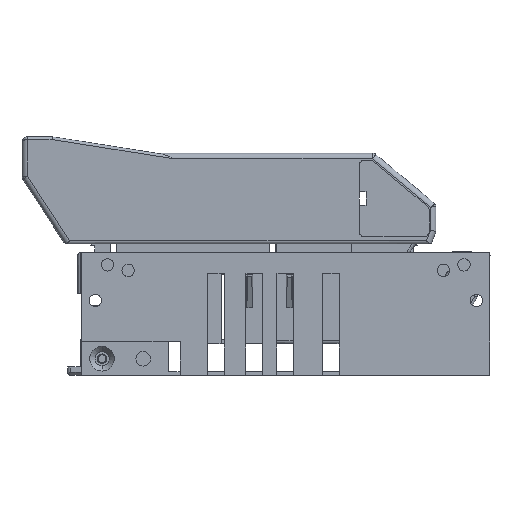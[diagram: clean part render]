
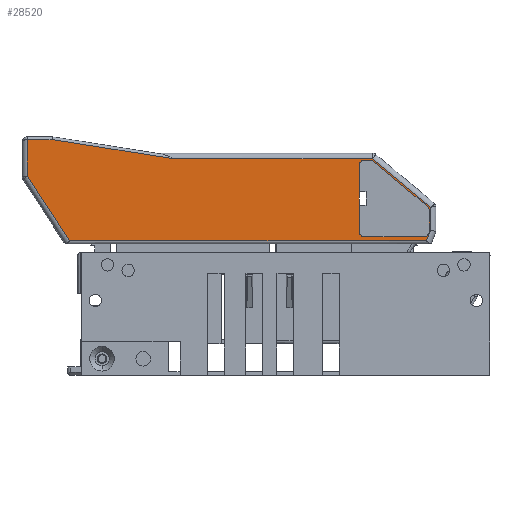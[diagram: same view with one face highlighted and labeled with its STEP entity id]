
A CAD part, front view. The second image highlights one B-rep face of the part: STEP entity #28520.
In plain terms, the highlighted face is planar.
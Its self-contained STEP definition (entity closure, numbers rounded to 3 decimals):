
#20116=DIRECTION('',(-1.,0.,0.));
#20117=VECTOR('',#20116,72.541);
#20118=CARTESIAN_POINT('',(114.769,24.,82.712));
#20119=LINE('',#20118,#20117);
#20128=CARTESIAN_POINT('',(114.769,24.,82.712));
#21554=DIRECTION('',(0.,0.,1.));
#21555=VECTOR('',#21554,13.408);
#21556=CARTESIAN_POINT('',(168.004,24.,76.304));
#21557=LINE('',#21556,#21555);
#21580=DIRECTION('',(-1.,0.,0.));
#21581=VECTOR('',#21580,8.96);
#21582=CARTESIAN_POINT('',(168.004,24.,89.712));
#21583=LINE('',#21582,#21581);
#21595=DIRECTION('',(-0.545,0.,-0.839));
#21596=VECTOR('',#21595,28.131);
#21597=CARTESIAN_POINT('',(168.004,24.,76.304));
#21598=LINE('',#21597,#21596);
#21602=CARTESIAN_POINT('',(159.044,24.,88.712));
#21603=DIRECTION('',(0.,1.,0.));
#21604=DIRECTION('',(-0.156,0.,0.988));
#21605=AXIS2_PLACEMENT_3D('',#21602,#21603,#21604);
#21610=DIRECTION('',(0.988,0.,0.156));
#21611=VECTOR('',#21610,44.668);
#21612=CARTESIAN_POINT('',(114.769,24.,82.712));
#21613=LINE('',#21612,#21611);
#21617=DIRECTION('',(0.768,0.,0.64));
#21618=VECTOR('',#21617,27.631);
#21619=CARTESIAN_POINT('',(21.004,24.,65.02));
#21620=LINE('',#21619,#21618);
#21624=DIRECTION('',(-0.359,0.,0.933));
#21625=VECTOR('',#21624,4.148);
#21626=CARTESIAN_POINT('',(22.494,24.,52.712));
#21627=LINE('',#21626,#21625);
#21631=CARTESIAN_POINT('',(23.504,24.,56.212));
#21632=DIRECTION('',(0.,-1.,0.));
#21633=DIRECTION('',(-1.,0.,0.));
#21634=AXIS2_PLACEMENT_3D('',#21631,#21632,#21633);
#21639=CARTESIAN_POINT('',(23.504,24.,63.85));
#21640=DIRECTION('',(0.,-1.,0.));
#21641=DIRECTION('',(-0.64,0.,0.768));
#21642=AXIS2_PLACEMENT_3D('',#21639,#21640,#21641);
#21647=DIRECTION('',(-0.768,0.,-0.64));
#21648=VECTOR('',#21647,25.555);
#21649=CARTESIAN_POINT('',(41.853,24.,81.748));
#21650=LINE('',#21649,#21648);
#21654=CARTESIAN_POINT('',(43.133,24.,80.212));
#21655=DIRECTION('',(0.,-1.,0.));
#21656=DIRECTION('',(0.,0.,1.));
#21657=AXIS2_PLACEMENT_3D('',#21654,#21655,#21656);
#21662=CARTESIAN_POINT('',(45.004,24.,80.212));
#21663=DIRECTION('',(0.,-1.,0.));
#21664=DIRECTION('',(1.,0.,0.));
#21665=AXIS2_PLACEMENT_3D('',#21662,#21663,#21664);
#21670=CARTESIAN_POINT('',(45.004,24.,56.212));
#21671=DIRECTION('',(0.,-1.,0.));
#21672=DIRECTION('',(0.,0.,-1.));
#21673=AXIS2_PLACEMENT_3D('',#21670,#21671,#21672);
#22065=DIRECTION('',(1.,0.,0.));
#22066=VECTOR('',#22065,130.189);
#22067=CARTESIAN_POINT('',(22.494,24.,52.712));
#22068=LINE('',#22067,#22066);
#22090=DIRECTION('',(0.,0.,-1.));
#22091=VECTOR('',#22090,8.437);
#22092=CARTESIAN_POINT('',(21.004,24.,65.02));
#22093=LINE('',#22092,#22091);
#22739=DIRECTION('',(-1.,0.,0.));
#22740=VECTOR('',#22739,21.5);
#22741=CARTESIAN_POINT('',(45.004,24.,54.212));
#22742=LINE('',#22741,#22740);
#22782=DIRECTION('',(0.,0.,1.));
#22783=VECTOR('',#22782,7.638);
#22784=CARTESIAN_POINT('',(21.504,24.,56.212));
#22785=LINE('',#22784,#22783);
#22984=DIRECTION('',(0.,0.,-1.));
#22985=VECTOR('',#22984,24.);
#22986=CARTESIAN_POINT('',(47.004,24.,80.212));
#22987=LINE('',#22986,#22985);
#23062=DIRECTION('',(1.,0.,0.));
#23063=VECTOR('',#23062,1.87);
#23064=CARTESIAN_POINT('',(43.133,24.,82.212));
#23065=LINE('',#23064,#23063);
#24922=VERTEX_POINT('',#20128);
#24923=CARTESIAN_POINT('',(42.228,24.,82.712));
#24924=VERTEX_POINT('',#24923);
#24925=CARTESIAN_POINT('',(158.887,24.,89.699));
#24926=VERTEX_POINT('',#24925);
#25161=CARTESIAN_POINT('',(168.004,24.,76.304));
#25162=CARTESIAN_POINT('',(152.683,24.,52.712));
#25163=VERTEX_POINT('',#25161);
#25164=VERTEX_POINT('',#25162);
#25165=CARTESIAN_POINT('',(22.494,24.,52.712));
#25166=VERTEX_POINT('',#25165);
#25167=CARTESIAN_POINT('',(21.004,24.,56.583));
#25168=VERTEX_POINT('',#25167);
#25169=CARTESIAN_POINT('',(21.004,24.,65.02));
#25170=VERTEX_POINT('',#25169);
#25171=CARTESIAN_POINT('',(159.044,24.,89.712));
#25172=VERTEX_POINT('',#25171);
#25173=CARTESIAN_POINT('',(168.004,24.,89.712));
#25174=VERTEX_POINT('',#25173);
#25175=CARTESIAN_POINT('',(45.004,24.,54.212));
#25176=CARTESIAN_POINT('',(23.504,24.,54.212));
#25177=VERTEX_POINT('',#25175);
#25178=VERTEX_POINT('',#25176);
#25179=CARTESIAN_POINT('',(47.004,24.,56.212));
#25180=VERTEX_POINT('',#25179);
#25181=CARTESIAN_POINT('',(47.004,24.,80.212));
#25182=VERTEX_POINT('',#25181);
#25183=CARTESIAN_POINT('',(45.004,24.,82.212));
#25184=VERTEX_POINT('',#25183);
#25185=CARTESIAN_POINT('',(43.133,24.,82.212));
#25186=VERTEX_POINT('',#25185);
#25187=CARTESIAN_POINT('',(41.853,24.,81.748));
#25188=VERTEX_POINT('',#25187);
#25189=CARTESIAN_POINT('',(22.223,24.,65.386));
#25190=VERTEX_POINT('',#25189);
#25191=CARTESIAN_POINT('',(21.504,24.,63.85));
#25192=VERTEX_POINT('',#25191);
#25193=CARTESIAN_POINT('',(21.504,24.,56.212));
#25194=VERTEX_POINT('',#25193);
#28477=CARTESIAN_POINT('',(0.004,24.,2.712));
#28478=DIRECTION('',(0.,-1.,0.));
#28479=DIRECTION('',(0.,0.,1.));
#28480=AXIS2_PLACEMENT_3D('',#28477,#28478,#28479);
#28481=PLANE('',#28480);
#28482=ORIENTED_EDGE('',*,*,#28292,.F.);
#28483=ORIENTED_EDGE('',*,*,#28366,.T.);
#28484=ORIENTED_EDGE('',*,*,#28471,.T.);
#28485=ORIENTED_EDGE('',*,*,#26887,.F.);
#28486=ORIENTED_EDGE('',*,*,#26902,.F.);
#28487=ORIENTED_EDGE('',*,*,#26917,.T.);
#28489=ORIENTED_EDGE('',*,*,#28488,.F.);
#28491=ORIENTED_EDGE('',*,*,#28490,.T.);
#28493=ORIENTED_EDGE('',*,*,#28492,.F.);
#28495=ORIENTED_EDGE('',*,*,#28494,.T.);
#28496=EDGE_LOOP('',(#28482,#28483,#28484,#28485,#28486,#28487,#28489,#28491,
#28493,#28495));
#28497=FACE_OUTER_BOUND('',#28496,.F.);
#28499=ORIENTED_EDGE('',*,*,#28498,.T.);
#28501=ORIENTED_EDGE('',*,*,#28500,.F.);
#28503=ORIENTED_EDGE('',*,*,#28502,.T.);
#28505=ORIENTED_EDGE('',*,*,#28504,.F.);
#28507=ORIENTED_EDGE('',*,*,#28506,.F.);
#28509=ORIENTED_EDGE('',*,*,#28508,.F.);
#28511=ORIENTED_EDGE('',*,*,#28510,.T.);
#28513=ORIENTED_EDGE('',*,*,#28512,.F.);
#28515=ORIENTED_EDGE('',*,*,#28514,.T.);
#28517=ORIENTED_EDGE('',*,*,#28516,.F.);
#28518=EDGE_LOOP('',(#28499,#28501,#28503,#28505,#28507,#28509,#28511,#28513,
#28515,#28517));
#28519=FACE_BOUND('',#28518,.F.);
#21606=CIRCLE('',#21605,1.);
#21635=CIRCLE('',#21634,2.);
#21643=CIRCLE('',#21642,2.);
#21658=CIRCLE('',#21657,2.);
#21666=CIRCLE('',#21665,2.);
#21674=CIRCLE('',#21673,2.);
#26887=EDGE_CURVE('',#24926,#25172,#21606,.T.);
#26902=EDGE_CURVE('',#24922,#24926,#21613,.T.);
#26917=EDGE_CURVE('',#24922,#24924,#20119,.T.);
#28292=EDGE_CURVE('',#25163,#25164,#21598,.T.);
#28366=EDGE_CURVE('',#25163,#25174,#21557,.T.);
#28471=EDGE_CURVE('',#25174,#25172,#21583,.T.);
#28488=EDGE_CURVE('',#25170,#24924,#21620,.T.);
#28490=EDGE_CURVE('',#25170,#25168,#22093,.T.);
#28492=EDGE_CURVE('',#25166,#25168,#21627,.T.);
#28494=EDGE_CURVE('',#25166,#25164,#22068,.T.);
#28498=EDGE_CURVE('',#25177,#25178,#22742,.T.);
#28500=EDGE_CURVE('',#25194,#25178,#21635,.T.);
#28502=EDGE_CURVE('',#25194,#25192,#22785,.T.);
#28504=EDGE_CURVE('',#25190,#25192,#21643,.T.);
#28506=EDGE_CURVE('',#25188,#25190,#21650,.T.);
#28508=EDGE_CURVE('',#25186,#25188,#21658,.T.);
#28510=EDGE_CURVE('',#25186,#25184,#23065,.T.);
#28512=EDGE_CURVE('',#25182,#25184,#21666,.T.);
#28514=EDGE_CURVE('',#25182,#25180,#22987,.T.);
#28516=EDGE_CURVE('',#25177,#25180,#21674,.T.);
#28520=ADVANCED_FACE('',(#28497,#28519),#28481,.F.);
